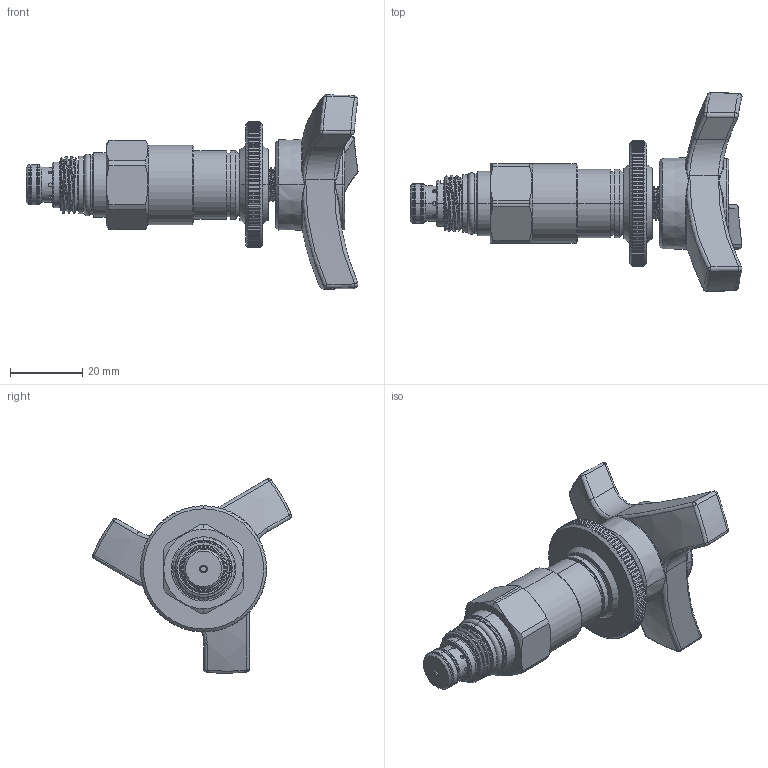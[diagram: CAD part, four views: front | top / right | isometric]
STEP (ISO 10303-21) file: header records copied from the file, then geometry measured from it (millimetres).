
FILE_DESCRIPTION (( 'STEP AP203' ), '1' );
FILE_NAME ('RB8A20-T.STEP', '2021-06-15T00:41:20', ( '' ), ( '' ), 'SwSTEP 2.0', 'SolidWorks 2018', '' );
FILE_SCHEMA (( 'CONFIG_CONTROL_DESIGN' ));
Length unit declared in the file: millimetre
Products named in the file (1): RB8A20-T
Bounding box: 92.16 x 55.33 x 54.02 mm (x, y, z)
Volume: 39197.5 mm3; surface area: 12144.5 mm2
Topology: 1 solids, 1 shells, 717 faces, 1875 edges, 1197 vertices
Faces by surface type: plane 317, cylinder 201, bspline 77, cone 59, sphere 32, torus 31
Entity records: 28190 total; most frequent: CARTESIAN_POINT 11679, ORIENTED_EDGE 3724, DIRECTION 3068, EDGE_CURVE 1862, AXIS2_PLACEMENT_3D 1196, VERTEX_POINT 1191, EDGE_LOOP 763, FACE_OUTER_BOUND 717
